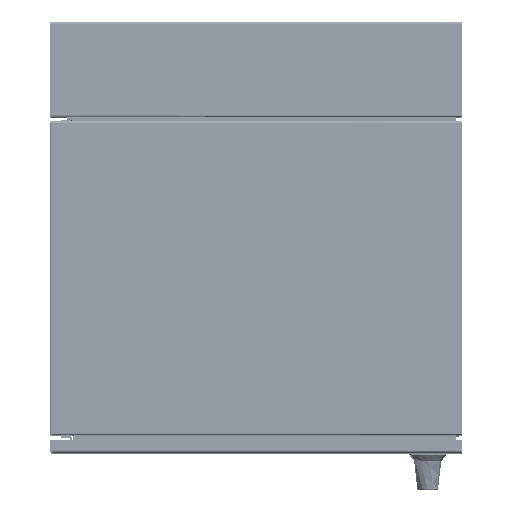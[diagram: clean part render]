
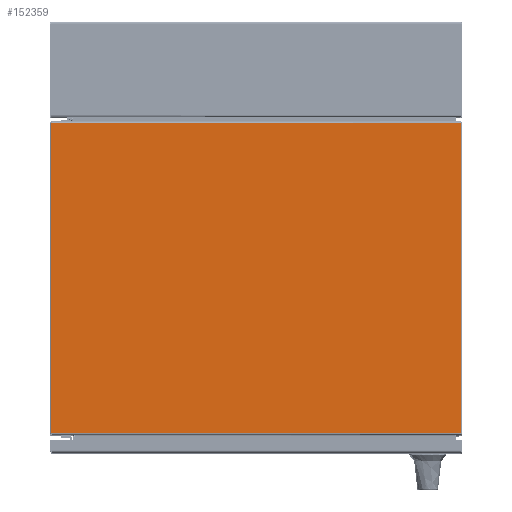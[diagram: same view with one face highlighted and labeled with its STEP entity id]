
A CAD part, top view. The second image highlights one B-rep face of the part: STEP entity #152359.
In plain terms, the highlighted planar face has unit normal (0, 0, 1).
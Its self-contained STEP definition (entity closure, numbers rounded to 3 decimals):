
#9915 = ORIENTED_EDGE ( 'NONE', *, *, #160103, .T. ) ;
#15911 = VERTEX_POINT ( 'NONE', #45593 ) ;
#16688 = LINE ( 'NONE', #145746, #31603 ) ;
#18982 = LINE ( 'NONE', #75569, #142103 ) ;
#21716 = AXIS2_PLACEMENT_3D ( 'NONE', #151709, #95918, #180422 ) ;
#25949 = VERTEX_POINT ( 'NONE', #180610 ) ;
#30180 = EDGE_CURVE ( 'NONE', #15911, #25949, #16688, .T. ) ;
#31397 = EDGE_CURVE ( 'NONE', #169111, #25949, #110741, .T. ) ;
#31603 = VECTOR ( 'NONE', #131778, 39.37 ) ;
#32551 = EDGE_CURVE ( 'NONE', #68493, #169111, #155861, .T. ) ;
#45593 = CARTESIAN_POINT ( 'NONE',  ( -11.893, -23.899, 24. ) ) ;
#49120 = EDGE_LOOP ( 'NONE', ( #9915, #181874, #80238, #66001 ) ) ;
#59805 = DIRECTION ( 'NONE',  ( 1., 0., 0. ) ) ;
#61731 = VECTOR ( 'NONE', #143764, 39.37 ) ;
#64384 = FACE_OUTER_BOUND ( 'NONE', #49120, .T. ) ;
#66001 = ORIENTED_EDGE ( 'NONE', *, *, #30180, .F. ) ;
#68493 = VERTEX_POINT ( 'NONE', #74386 ) ;
#74386 = CARTESIAN_POINT ( 'NONE',  ( 11.928, -23.899, 24. ) ) ;
#75569 = CARTESIAN_POINT ( 'NONE',  ( -12., -23.899, 24. ) ) ;
#77468 = CARTESIAN_POINT ( 'NONE',  ( 11.928, -5.882, 24. ) ) ;
#80169 = PLANE ( 'NONE',  #21716 ) ;
#80238 = ORIENTED_EDGE ( 'NONE', *, *, #31397, .T. ) ;
#86185 = CARTESIAN_POINT ( 'NONE',  ( 11.928, -14.89, 24. ) ) ;
#95918 = DIRECTION ( 'NONE',  ( 0., 0., 1. ) ) ;
#110741 = LINE ( 'NONE', #167420, #168360 ) ;
#131778 = DIRECTION ( 'NONE',  ( 0., 1., 0. ) ) ;
#140516 = DIRECTION ( 'NONE',  ( -1., 0., 0. ) ) ;
#142103 = VECTOR ( 'NONE', #59805, 39.37 ) ;
#143764 = DIRECTION ( 'NONE',  ( 0., 1., 0. ) ) ;
#145746 = CARTESIAN_POINT ( 'NONE',  ( -11.893, -23.934, 24. ) ) ;
#151709 = CARTESIAN_POINT ( 'NONE',  ( -12., -14.89, 24. ) ) ;
#152359 = ADVANCED_FACE ( 'NONE', ( #64384 ), #80169, .T. ) ;
#155861 = LINE ( 'NONE', #86185, #61731 ) ;
#160103 = EDGE_CURVE ( 'NONE', #15911, #68493, #18982, .T. ) ;
#167420 = CARTESIAN_POINT ( 'NONE',  ( -12., -5.882, 24. ) ) ;
#168360 = VECTOR ( 'NONE', #140516, 39.37 ) ;
#169111 = VERTEX_POINT ( 'NONE', #77468 ) ;
#180422 = DIRECTION ( 'NONE',  ( 1., 0., 0. ) ) ;
#180610 = CARTESIAN_POINT ( 'NONE',  ( -11.893, -5.882, 24. ) ) ;
#181874 = ORIENTED_EDGE ( 'NONE', *, *, #32551, .T. ) ;
